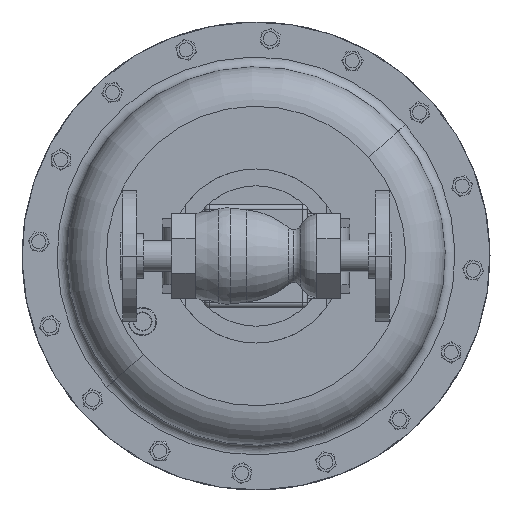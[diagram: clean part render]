
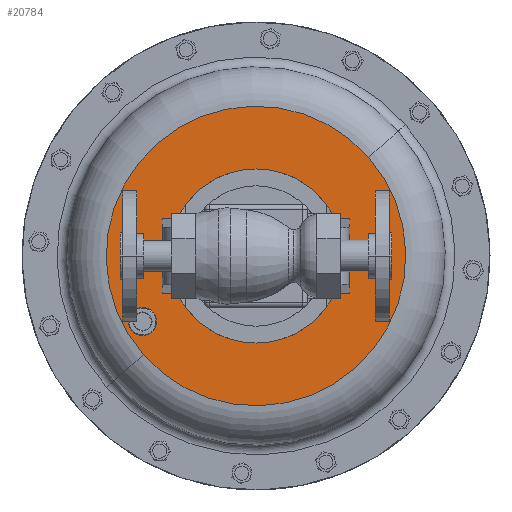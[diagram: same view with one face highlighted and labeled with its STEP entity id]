
A CAD part, front view. The second image highlights one B-rep face of the part: STEP entity #20784.
In plain terms, the highlighted planar face has unit normal (0, -1, 0).
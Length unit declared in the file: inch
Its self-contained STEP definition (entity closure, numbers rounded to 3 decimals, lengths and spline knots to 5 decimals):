
#234 = DIRECTION ( 'NONE',  ( 0., -1., 0. ) ) ;
#350 = DIRECTION ( 'NONE',  ( -0.752, 0., -0.659 ) ) ;
#591 = VERTEX_POINT ( 'NONE', #4020 ) ;
#626 = DIRECTION ( 'NONE',  ( 0., -1., 0. ) ) ;
#799 = EDGE_LOOP ( 'NONE', ( #27804, #16209 ) ) ;
#838 = DIRECTION ( 'NONE',  ( 0., 1., 0. ) ) ;
#1794 = ORIENTED_EDGE ( 'NONE', *, *, #21911, .T. ) ;
#1931 = CIRCLE ( 'NONE', #11503, 4. ) ;
#2949 = CARTESIAN_POINT ( 'NONE',  ( 0., 7.835, -2.325 ) ) ;
#3559 = EDGE_LOOP ( 'NONE', ( #18774, #15276 ) ) ;
#4020 = CARTESIAN_POINT ( 'NONE',  ( -3.31303, 7.835, -1.99725 ) ) ;
#4168 = AXIS2_PLACEMENT_3D ( 'NONE', #23733, #8530, #21539 ) ;
#4289 = CIRCLE ( 'NONE', #8411, 4. ) ;
#5641 = CIRCLE ( 'NONE', #5870, 0.375 ) ;
#5696 = FACE_BOUND ( 'NONE', #799, .T. ) ;
#5870 = AXIS2_PLACEMENT_3D ( 'NONE', #13903, #838, #16073 ) ;
#6496 = EDGE_CURVE ( 'NONE', #591, #23842, #8196, .T. ) ;
#6590 = AXIS2_PLACEMENT_3D ( 'NONE', #6882, #22077, #9069 ) ;
#6882 = CARTESIAN_POINT ( 'NONE',  ( 0., 7.835, 0. ) ) ;
#7287 = VERTEX_POINT ( 'NONE', #22305 ) ;
#7545 = VERTEX_POINT ( 'NONE', #27681 ) ;
#8196 = CIRCLE ( 'NONE', #4168, 0.375 ) ;
#8411 = AXIS2_PLACEMENT_3D ( 'NONE', #22555, #9527, #24734 ) ;
#8530 = DIRECTION ( 'NONE',  ( 0., 1., 0. ) ) ;
#9069 = DIRECTION ( 'NONE',  ( 1., 0., 0. ) ) ;
#9527 = DIRECTION ( 'NONE',  ( 0., 1., 0. ) ) ;
#11290 = VERTEX_POINT ( 'NONE', #13496 ) ;
#11483 = FACE_OUTER_BOUND ( 'NONE', #3559, .T. ) ;
#11503 = AXIS2_PLACEMENT_3D ( 'NONE', #26377, #13401, #350 ) ;
#12318 = EDGE_CURVE ( 'NONE', #7545, #17031, #15786, .T. ) ;
#13271 = DIRECTION ( 'NONE',  ( 1., 0., 0. ) ) ;
#13401 = DIRECTION ( 'NONE',  ( 0., 1., 0. ) ) ;
#13496 = CARTESIAN_POINT ( 'NONE',  ( -3.00736, 7.835, -2.63738 ) ) ;
#13903 = CARTESIAN_POINT ( 'NONE',  ( -3.03109, 7.835, -1.75 ) ) ;
#15276 = ORIENTED_EDGE ( 'NONE', *, *, #20677, .F. ) ;
#15456 = CARTESIAN_POINT ( 'NONE',  ( 0., 7.835, 0. ) ) ;
#15786 = CIRCLE ( 'NONE', #26057, 2.325 ) ;
#15866 = DIRECTION ( 'NONE',  ( 0.752, 0., 0.659 ) ) ;
#16073 = DIRECTION ( 'NONE',  ( -0.752, 0., -0.659 ) ) ;
#16209 = ORIENTED_EDGE ( 'NONE', *, *, #12318, .F. ) ;
#16576 = EDGE_LOOP ( 'NONE', ( #22891, #1794 ) ) ;
#17031 = VERTEX_POINT ( 'NONE', #2949 ) ;
#17878 = EDGE_CURVE ( 'NONE', #17031, #7545, #27548, .T. ) ;
#18774 = ORIENTED_EDGE ( 'NONE', *, *, #21387, .F. ) ;
#20677 = EDGE_CURVE ( 'NONE', #7287, #11290, #1931, .T. ) ;
#20784 = ADVANCED_FACE ( 'NONE', ( #5696, #11483, #28105 ), #26647, .T. ) ;
#21387 = EDGE_CURVE ( 'NONE', #11290, #7287, #4289, .T. ) ;
#21539 = DIRECTION ( 'NONE',  ( -0.752, 0., -0.659 ) ) ;
#21911 = EDGE_CURVE ( 'NONE', #23842, #591, #5641, .T. ) ;
#22077 = DIRECTION ( 'NONE',  ( 0., -1., 0. ) ) ;
#22305 = CARTESIAN_POINT ( 'NONE',  ( 3.00736, 7.835, 2.63738 ) ) ;
#22555 = CARTESIAN_POINT ( 'NONE',  ( 0., 7.835, 0. ) ) ;
#22891 = ORIENTED_EDGE ( 'NONE', *, *, #6496, .T. ) ;
#23150 = CARTESIAN_POINT ( 'NONE',  ( -2.74915, 7.835, -1.50275 ) ) ;
#23733 = CARTESIAN_POINT ( 'NONE',  ( -3.03109, 7.835, -1.75 ) ) ;
#23842 = VERTEX_POINT ( 'NONE', #23150 ) ;
#24467 = CARTESIAN_POINT ( 'NONE',  ( -2.63738, 7.835, 3.00736 ) ) ;
#24579 = AXIS2_PLACEMENT_3D ( 'NONE', #24467, #626, #15866 ) ;
#24734 = DIRECTION ( 'NONE',  ( -0.752, 0., -0.659 ) ) ;
#26057 = AXIS2_PLACEMENT_3D ( 'NONE', #15456, #234, #13271 ) ;
#26377 = CARTESIAN_POINT ( 'NONE',  ( 0., 7.835, 0. ) ) ;
#26647 = PLANE ( 'NONE',  #24579 ) ;
#27548 = CIRCLE ( 'NONE', #6590, 2.325 ) ;
#27681 = CARTESIAN_POINT ( 'NONE',  ( 0., 7.835, 2.325 ) ) ;
#27804 = ORIENTED_EDGE ( 'NONE', *, *, #17878, .F. ) ;
#28105 = FACE_BOUND ( 'NONE', #16576, .T. ) ;
